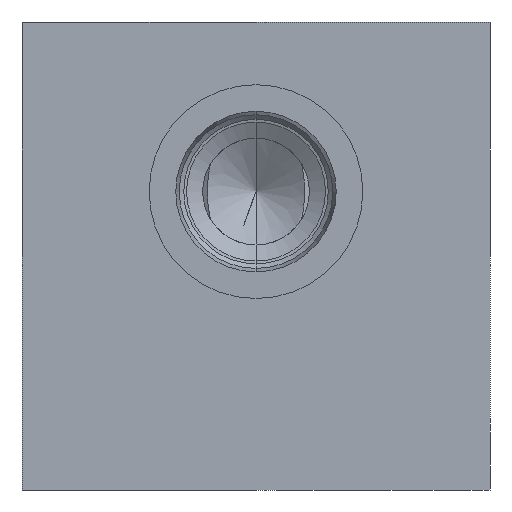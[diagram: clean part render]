
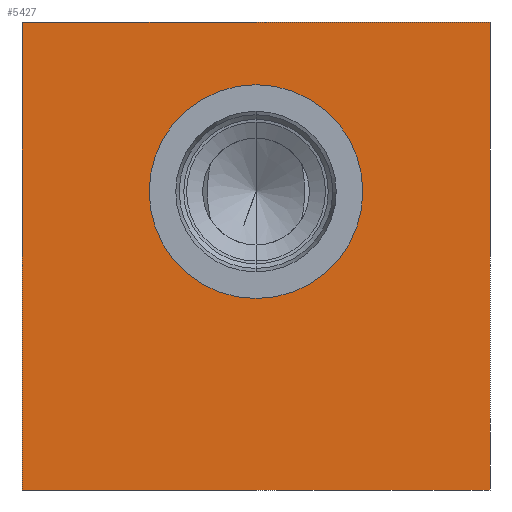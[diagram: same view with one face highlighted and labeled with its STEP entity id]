
A CAD part, left-side view. The second image highlights one B-rep face of the part: STEP entity #5427.
In plain terms, the highlighted planar face has unit normal (-1, 0, 0).
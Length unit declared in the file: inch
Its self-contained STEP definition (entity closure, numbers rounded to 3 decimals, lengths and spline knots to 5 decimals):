
#17=DIRECTION('',(0.,-1.,0.));
#18=VECTOR('',#17,5.);
#19=CARTESIAN_POINT('',(0.,0.,0.));
#20=LINE('',#19,#18);
#861=DIRECTION('',(0.,-1.,0.));
#862=VECTOR('',#861,5.);
#863=CARTESIAN_POINT('',(0.,0.,5.));
#864=LINE('',#863,#862);
#2095=DIRECTION('',(0.,0.,1.));
#2096=VECTOR('',#2095,5.);
#2097=CARTESIAN_POINT('',(0.,-5.,0.));
#2098=LINE('',#2097,#2096);
#2139=DIRECTION('',(0.,0.,1.));
#2140=VECTOR('',#2139,5.);
#2141=CARTESIAN_POINT('',(0.,0.,0.));
#2142=LINE('',#2141,#2140);
#2143=CARTESIAN_POINT('',(0.,-2.5,3.188));
#2144=DIRECTION('',(1.,0.,0.));
#2145=DIRECTION('',(0.,0.,-1.));
#2146=AXIS2_PLACEMENT_3D('',#2143,#2144,#2145);
#2148=CARTESIAN_POINT('',(0.,-2.5,3.188));
#2149=DIRECTION('',(1.,0.,0.));
#2150=DIRECTION('',(0.,0.,1.));
#2151=AXIS2_PLACEMENT_3D('',#2148,#2149,#2150);
#3325=CARTESIAN_POINT('',(0.,0.,0.));
#3326=CARTESIAN_POINT('',(0.,-5.,0.));
#3327=VERTEX_POINT('',#3325);
#3328=VERTEX_POINT('',#3326);
#3333=CARTESIAN_POINT('',(0.,0.,5.));
#3334=CARTESIAN_POINT('',(0.,-5.,5.));
#3335=VERTEX_POINT('',#3333);
#3336=VERTEX_POINT('',#3334);
#3585=CARTESIAN_POINT('',(0.,-2.5,2.046));
#3587=VERTEX_POINT('',#3585);
#3589=CARTESIAN_POINT('',(0.,-2.5,4.33));
#3591=VERTEX_POINT('',#3589);
#5410=CARTESIAN_POINT('',(0.,0.,0.));
#5411=DIRECTION('',(-1.,0.,0.));
#5412=DIRECTION('',(0.,-1.,0.));
#5413=AXIS2_PLACEMENT_3D('',#5410,#5411,#5412);
#5414=PLANE('',#5413);
#5415=ORIENTED_EDGE('',*,*,#3812,.F.);
#5416=ORIENTED_EDGE('',*,*,#5331,.T.);
#5417=ORIENTED_EDGE('',*,*,#4370,.T.);
#5418=ORIENTED_EDGE('',*,*,#5381,.F.);
#5419=EDGE_LOOP('',(#5415,#5416,#5417,#5418));
#5420=FACE_OUTER_BOUND('',#5419,.F.);
#5422=ORIENTED_EDGE('',*,*,#5421,.F.);
#5424=ORIENTED_EDGE('',*,*,#5423,.F.);
#5425=EDGE_LOOP('',(#5422,#5424));
#5426=FACE_BOUND('',#5425,.F.);
#5427=ADVANCED_FACE('',(#5420,#5426),#5414,.T.);
#2147=CIRCLE('',#2146,1.142);
#2152=CIRCLE('',#2151,1.142);
#3812=EDGE_CURVE('',#3327,#3328,#20,.T.);
#4370=EDGE_CURVE('',#3335,#3336,#864,.T.);
#5331=EDGE_CURVE('',#3327,#3335,#2142,.T.);
#5381=EDGE_CURVE('',#3328,#3336,#2098,.T.);
#5421=EDGE_CURVE('',#3587,#3591,#2147,.T.);
#5423=EDGE_CURVE('',#3591,#3587,#2152,.T.);
